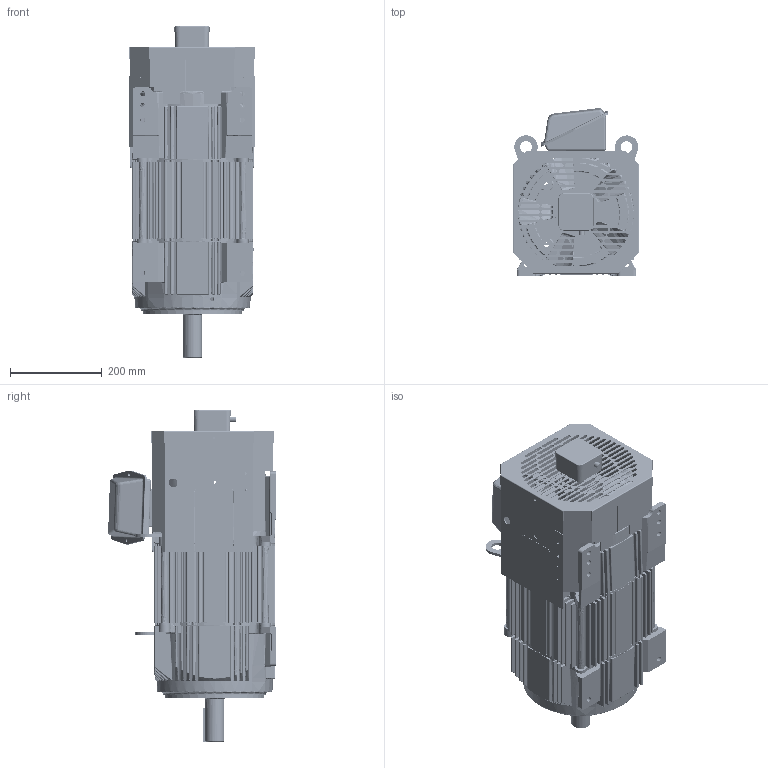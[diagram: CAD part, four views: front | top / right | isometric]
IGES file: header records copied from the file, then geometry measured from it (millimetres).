
Global section: file name: No Iges File Name specified; native system: Autodesk Inventor 2010; preprocessor: AutoDesk Inventor Iges Exporter R2010; author: Administrator; date: 20100713.093804; units: inch
Bounding box: 275.05 x 364.97 x 722.37 mm (x, y, z)
Volume: 804975.4 mm3; surface area: 2369365.5 mm2
Topology: 4 solids, 4 shells, 4408 faces, 48643 edges, 48565 vertices
Faces by surface type: plane 1817, revolution 1803, bspline 767, cylinder 18, torus 2, cone 1
